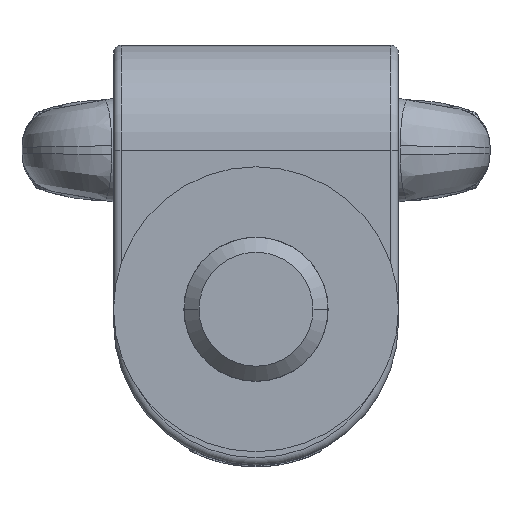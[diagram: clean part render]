
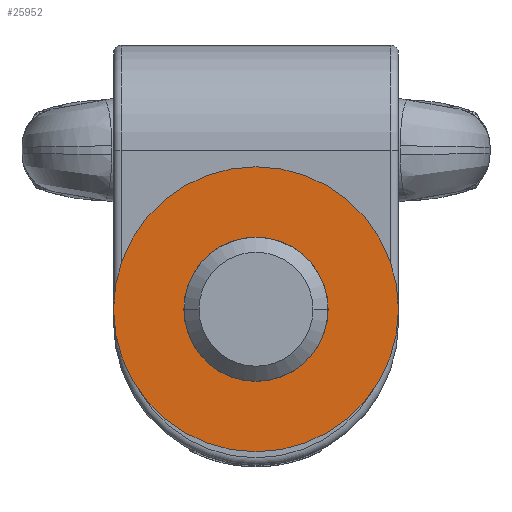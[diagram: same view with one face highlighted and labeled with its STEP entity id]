
A CAD part, front view. The second image highlights one B-rep face of the part: STEP entity #25952.
In plain terms, the highlighted face is planar.
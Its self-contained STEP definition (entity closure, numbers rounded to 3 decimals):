
#25791=CARTESIAN_POINT('',(0.,0.,43.5));
#25792=DIRECTION('',(0.,0.,-1.));
#25793=DIRECTION('',(1.,0.,0.));
#25794=AXIS2_PLACEMENT_3D('',#25791,#25792,#25793);
#25796=CARTESIAN_POINT('',(0.,0.,43.5));
#25797=DIRECTION('',(0.,0.,1.));
#25798=DIRECTION('',(1.,0.,0.));
#25799=AXIS2_PLACEMENT_3D('',#25796,#25797,#25798);
#25801=CARTESIAN_POINT('',(0.,0.,43.5));
#25802=DIRECTION('',(0.,0.,1.));
#25803=DIRECTION('',(1.,0.,0.));
#25804=AXIS2_PLACEMENT_3D('',#25801,#25802,#25803);
#25814=CARTESIAN_POINT('',(0.,0.,43.5));
#25815=DIRECTION('',(0.,0.,-1.));
#25816=DIRECTION('',(1.,0.,0.));
#25817=AXIS2_PLACEMENT_3D('',#25814,#25815,#25816);
#25903=CARTESIAN_POINT('',(47.5,0.,43.5));
#25905=VERTEX_POINT('',#25903);
#25916=CARTESIAN_POINT('',(24.05,0.,43.5));
#25918=VERTEX_POINT('',#25916);
#25919=CARTESIAN_POINT('',(-47.5,0.,43.5));
#25921=VERTEX_POINT('',#25919);
#25932=CARTESIAN_POINT('',(-24.05,0.,43.5));
#25934=VERTEX_POINT('',#25932);
#25935=CARTESIAN_POINT('',(0.,0.,43.5));
#25936=DIRECTION('',(0.,0.,1.));
#25937=DIRECTION('',(-1.,0.,0.));
#25938=AXIS2_PLACEMENT_3D('',#25935,#25936,#25937);
#25939=PLANE('',#25938);
#25941=ORIENTED_EDGE('',*,*,#25940,.F.);
#25943=ORIENTED_EDGE('',*,*,#25942,.T.);
#25944=EDGE_LOOP('',(#25941,#25943));
#25945=FACE_OUTER_BOUND('',#25944,.F.);
#25947=ORIENTED_EDGE('',*,*,#25946,.F.);
#25949=ORIENTED_EDGE('',*,*,#25948,.T.);
#25950=EDGE_LOOP('',(#25947,#25949));
#25951=FACE_BOUND('',#25950,.F.);
#25952=ADVANCED_FACE('',(#25945,#25951),#25939,.T.);
#25795=CIRCLE('',#25794,24.05);
#25800=CIRCLE('',#25799,24.05);
#25805=CIRCLE('',#25804,47.5);
#25818=CIRCLE('',#25817,47.5);
#25940=EDGE_CURVE('',#25905,#25921,#25805,.T.);
#25942=EDGE_CURVE('',#25905,#25921,#25818,.T.);
#25946=EDGE_CURVE('',#25918,#25934,#25795,.T.);
#25948=EDGE_CURVE('',#25918,#25934,#25800,.T.);
